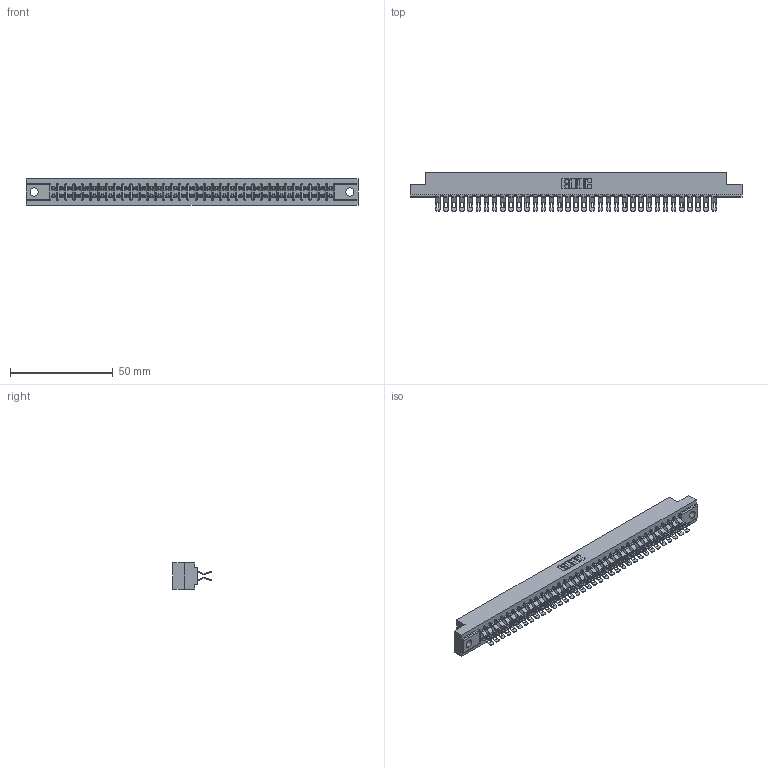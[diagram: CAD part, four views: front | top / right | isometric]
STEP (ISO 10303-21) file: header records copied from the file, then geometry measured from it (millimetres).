
FILE_DESCRIPTION (( 'STEP AP203' ), '1' );
FILE_NAME ('357-070-555-204.STEP', '2018-08-12T18:59:45', ( '' ), ( '' ), 'SwSTEP 2.0', 'SolidWorks 2016', '' );
FILE_SCHEMA (( 'CONFIG_CONTROL_DESIGN' ));
Length unit declared in the file: inch
Products named in the file (3): 307 Part_.156 Dia Mounting Holes; 307-290-001_555; 357-070-555-204
Assembly tree (71 placements, depth 2):
  357-070-555-204
    307 Part_.156 Dia Mounting Holes
    307-290-001_555  x70
Bounding box: 161.7 x 18.75 x 12.7 mm (x, y, z)
Volume: 17247.5 mm3; surface area: 21953 mm2
Topology: 71 solids, 71 shells, 4438 faces, 13029 edges, 8494 vertices
Faces by surface type: plane 2464, cylinder 1902, sphere 72
Entity records: 32943 total; most frequent: CARTESIAN_POINT 5401, ORIENTED_EDGE 5352, DIRECTION 5292, EDGE_CURVE 2676, LINE 2046, VECTOR 2046, VERTEX_POINT 1732, AXIS2_PLACEMENT_3D 1623
